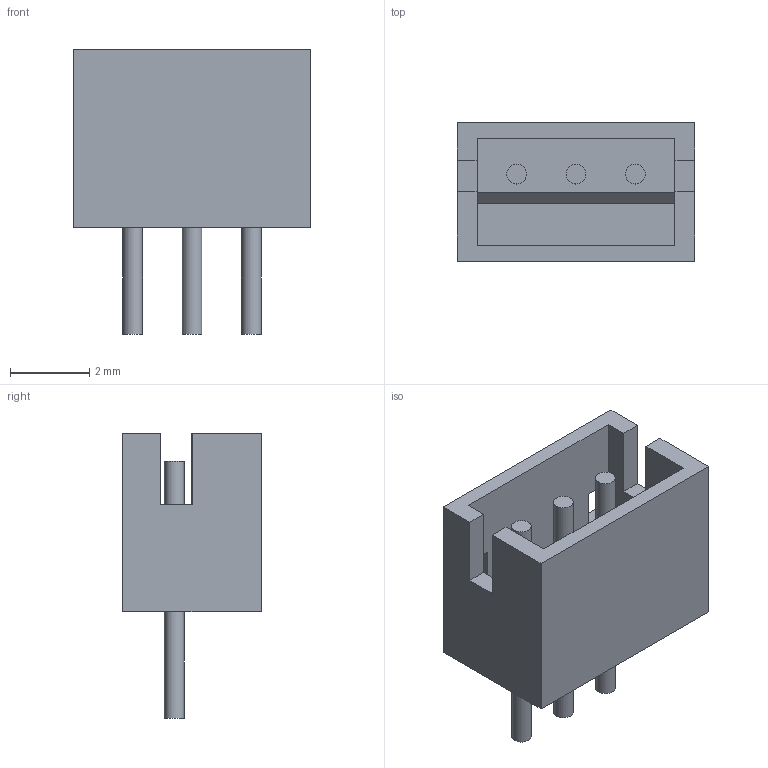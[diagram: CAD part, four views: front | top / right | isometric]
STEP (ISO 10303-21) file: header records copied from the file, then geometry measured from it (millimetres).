
FILE_DESCRIPTION(/* description */ (''),/* implementation_level */ '2;1');
FILE_NAME(/* name */ 'JST_ZH_3_ipt_ff523776.STEP',/* time_stamp */ '2022-06-02T14:50:24+03:00',/* author */ ('Sulieman DAHER'),/* organization */ (''),/* preprocessor_version */ 'ST-DEVELOPER v16.13',/* originating_system */ 'Autodesk Inventor 2018',/* authorisation */ '');
FILE_SCHEMA (('AUTOMOTIVE_DESIGN { 1 0 10303 214 3 1 1 }'));
Length unit declared in the file: millimetre
Products named in the file (1): JST_ZH_3
Bounding box: 6 x 3.5 x 7.2 mm (x, y, z)
Volume: 51.9 mm3; surface area: 199.9 mm2
Topology: 1 solids, 1 shells, 38 faces, 96 edges, 64 vertices
Faces by surface type: plane 32, cylinder 6
Full cylindrical faces by diameter (mm): 0.5 x6
Entity records: 1156 total; most frequent: CARTESIAN_POINT 193, ORIENTED_EDGE 180, DIRECTION 180, EDGE_CURVE 90, LINE 78, VECTOR 78, VERTEX_POINT 64, EDGE_LOOP 52
